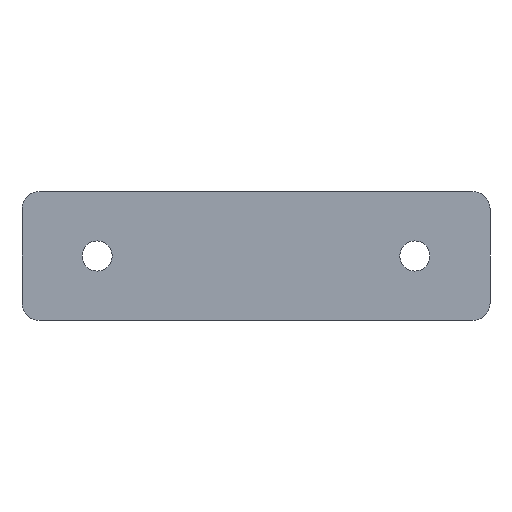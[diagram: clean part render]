
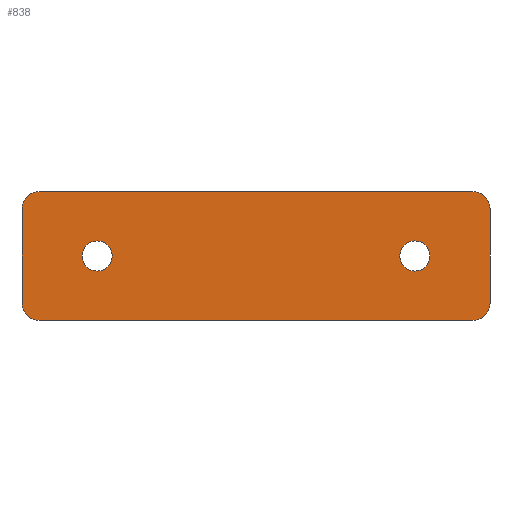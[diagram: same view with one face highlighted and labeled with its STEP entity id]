
A CAD part, front view. The second image highlights one B-rep face of the part: STEP entity #838.
In plain terms, the highlighted planar face has unit normal (0, -1, 0).
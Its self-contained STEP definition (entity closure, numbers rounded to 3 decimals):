
#31=FACE_BOUND('',#141,.T.);
#32=FACE_BOUND('',#142,.T.);
#44=PLANE('',#962);
#86=FACE_OUTER_BOUND('',#140,.T.);
#140=EDGE_LOOP('',(#703,#704,#705,#706,#707,#708,#709,#710));
#141=EDGE_LOOP('',(#711));
#142=EDGE_LOOP('',(#712));
#185=LINE('',#1392,#239);
#189=LINE('',#1400,#243);
#206=LINE('',#1474,#260);
#209=LINE('',#1486,#263);
#239=VECTOR('',#1105,10.);
#243=VECTOR('',#1113,10.);
#260=VECTOR('',#1204,10.);
#263=VECTOR('',#1221,10.);
#319=CIRCLE('',#954,2.);
#320=CIRCLE('',#957,2.);
#321=CIRCLE('',#959,2.);
#322=CIRCLE('',#961,2.);
#323=CIRCLE('',#963,1.75);
#324=CIRCLE('',#964,1.75);
#375=VERTEX_POINT('',#1389);
#376=VERTEX_POINT('',#1391);
#377=VERTEX_POINT('',#1397);
#378=VERTEX_POINT('',#1399);
#397=VERTEX_POINT('',#1468);
#398=VERTEX_POINT('',#1472);
#399=VERTEX_POINT('',#1478);
#400=VERTEX_POINT('',#1482);
#401=VERTEX_POINT('',#1487);
#402=VERTEX_POINT('',#1489);
#466=EDGE_CURVE('',#376,#375,#185,.T.);
#470=EDGE_CURVE('',#378,#377,#189,.T.);
#507=EDGE_CURVE('',#397,#375,#319,.T.);
#509=EDGE_CURVE('',#397,#398,#206,.T.);
#510=EDGE_CURVE('',#378,#398,#320,.T.);
#511=EDGE_CURVE('',#376,#399,#321,.T.);
#514=EDGE_CURVE('',#400,#377,#322,.T.);
#515=EDGE_CURVE('',#400,#399,#209,.T.);
#516=EDGE_CURVE('',#401,#401,#323,.T.);
#517=EDGE_CURVE('',#402,#402,#324,.T.);
#703=ORIENTED_EDGE('',*,*,#511,.F.);
#704=ORIENTED_EDGE('',*,*,#466,.T.);
#705=ORIENTED_EDGE('',*,*,#507,.F.);
#706=ORIENTED_EDGE('',*,*,#509,.T.);
#707=ORIENTED_EDGE('',*,*,#510,.F.);
#708=ORIENTED_EDGE('',*,*,#470,.T.);
#709=ORIENTED_EDGE('',*,*,#514,.F.);
#710=ORIENTED_EDGE('',*,*,#515,.T.);
#711=ORIENTED_EDGE('',*,*,#516,.T.);
#712=ORIENTED_EDGE('',*,*,#517,.T.);
#838=ADVANCED_FACE('',(#86,#31,#32),#44,.F.);
#954=AXIS2_PLACEMENT_3D('',#1470,#1199,#1200);
#957=AXIS2_PLACEMENT_3D('',#1476,#1207,#1208);
#959=AXIS2_PLACEMENT_3D('',#1479,#1211,#1212);
#961=AXIS2_PLACEMENT_3D('',#1484,#1217,#1218);
#962=AXIS2_PLACEMENT_3D('',#1485,#1219,#1220);
#963=AXIS2_PLACEMENT_3D('',#1488,#1222,#1223);
#964=AXIS2_PLACEMENT_3D('',#1490,#1224,#1225);
#1105=DIRECTION('',(1.,0.,0.));
#1113=DIRECTION('',(-1.,0.,0.));
#1199=DIRECTION('center_axis',(0.,1.,0.));
#1200=DIRECTION('ref_axis',(0.707,0.,-0.707));
#1204=DIRECTION('',(0.,0.,1.));
#1207=DIRECTION('center_axis',(0.,1.,0.));
#1208=DIRECTION('ref_axis',(0.707,0.,0.707));
#1211=DIRECTION('center_axis',(0.,1.,0.));
#1212=DIRECTION('ref_axis',(-0.707,0.,-0.707));
#1217=DIRECTION('center_axis',(0.,1.,0.));
#1218=DIRECTION('ref_axis',(-0.707,0.,0.707));
#1219=DIRECTION('center_axis',(0.,1.,0.));
#1220=DIRECTION('ref_axis',(0.,0.,1.));
#1221=DIRECTION('',(0.,0.,-1.));
#1222=DIRECTION('center_axis',(0.,1.,0.));
#1223=DIRECTION('ref_axis',(-1.,0.,0.));
#1224=DIRECTION('center_axis',(0.,1.,0.));
#1225=DIRECTION('ref_axis',(1.,0.,0.));
#1389=CARTESIAN_POINT('',(25.25,0.,-7.5));
#1391=CARTESIAN_POINT('',(-25.25,0.,-7.5));
#1392=CARTESIAN_POINT('',(-27.25,0.,-7.5));
#1397=CARTESIAN_POINT('',(-25.25,0.,7.5));
#1399=CARTESIAN_POINT('',(25.25,0.,7.5));
#1400=CARTESIAN_POINT('',(27.25,0.,7.5));
#1468=CARTESIAN_POINT('',(27.25,0.,-5.5));
#1470=CARTESIAN_POINT('Origin',(25.25,0.,-5.5));
#1472=CARTESIAN_POINT('',(27.25,0.,5.5));
#1474=CARTESIAN_POINT('',(27.25,0.,-7.5));
#1476=CARTESIAN_POINT('Origin',(25.25,0.,5.5));
#1478=CARTESIAN_POINT('',(-27.25,0.,-5.5));
#1479=CARTESIAN_POINT('Origin',(-25.25,0.,-5.5));
#1482=CARTESIAN_POINT('',(-27.25,0.,5.5));
#1484=CARTESIAN_POINT('Origin',(-25.25,0.,5.5));
#1485=CARTESIAN_POINT('Origin',(0.,0.,0.));
#1486=CARTESIAN_POINT('',(-27.25,0.,7.5));
#1487=CARTESIAN_POINT('',(20.25,0.,0.));
#1488=CARTESIAN_POINT('Origin',(18.5,0.,0.));
#1489=CARTESIAN_POINT('',(-20.25,0.,0.));
#1490=CARTESIAN_POINT('Origin',(-18.5,0.,0.));
